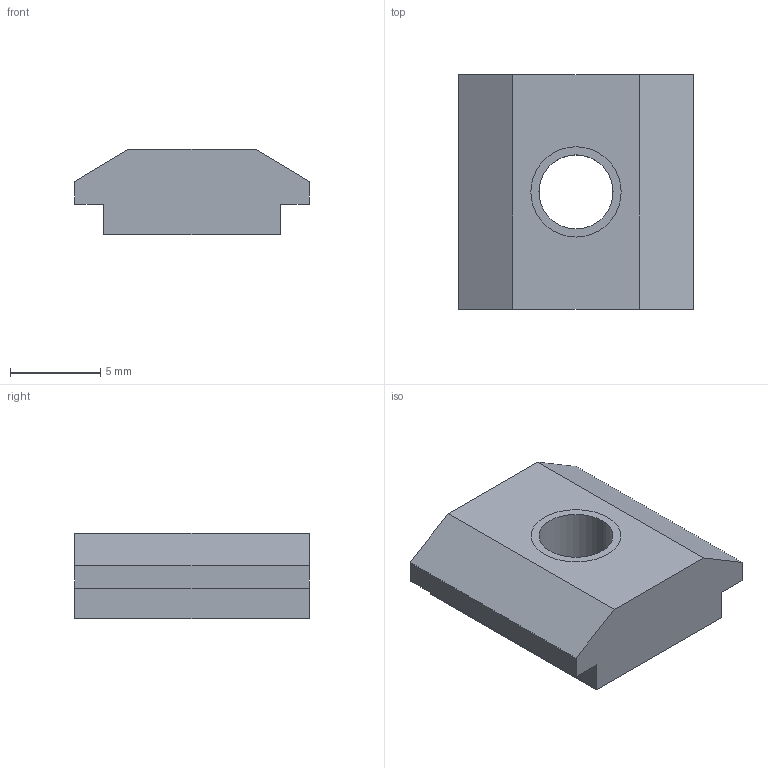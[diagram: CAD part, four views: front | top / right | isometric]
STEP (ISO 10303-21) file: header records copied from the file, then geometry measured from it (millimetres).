
FILE_DESCRIPTION((''),'2;1');
FILE_NAME('215076_ASM','2019-11-22T10:42:52',('pdmadmin'),('BANNER ENGINEERING'),'CREO PARAMETRIC BY PTC INC, 2018300','CREO PARAMETRIC BY PTC INC, 2018300','');
FILE_SCHEMA(('CONFIG_CONTROL_DESIGN'));
Length unit declared in the file: millimetre
Products named in the file (2): 60139; 215076_ASM
Assembly tree (1 placements, depth 2):
  215076_ASM
    60139
Bounding box: 13 x 13 x 4.75 mm (x, y, z)
Volume: 599.1 mm3; surface area: 638.9 mm2
Topology: 1 solids, 2 shells, 16 faces, 42 edges, 28 vertices
Faces by surface type: plane 12, cylinder 4
Entity records: 575 total; most frequent: DIRECTION 92, CARTESIAN_POINT 91, ORIENTED_EDGE 80, EDGE_CURVE 42, VECTOR 34, LINE 34, AXIS2_PLACEMENT_3D 29, VERTEX_POINT 28
